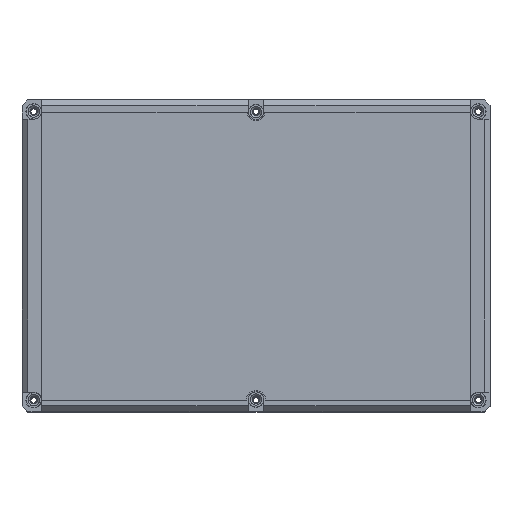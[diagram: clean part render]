
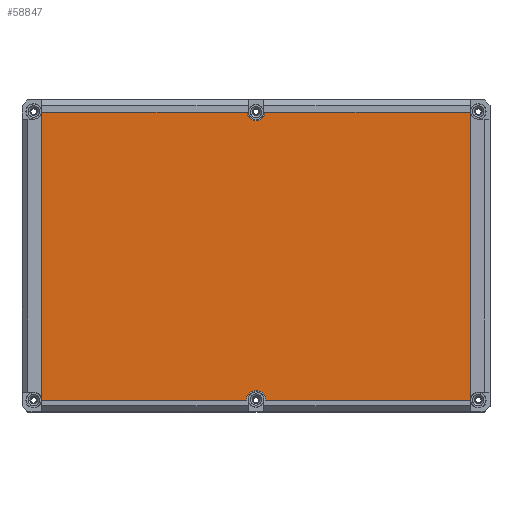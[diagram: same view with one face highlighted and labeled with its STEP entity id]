
A CAD part, top view. The second image highlights one B-rep face of the part: STEP entity #58847.
In plain terms, the highlighted planar face has unit normal (0, 0, 1).
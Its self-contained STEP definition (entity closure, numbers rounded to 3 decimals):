
#49994=DIRECTION('',(-1.,0.,0.));
#49995=VECTOR('',#49994,105.59);
#49996=CARTESIAN_POINT('',(-4.411,73.632,45.5));
#49997=LINE('',#49996,#49995);
#50001=CARTESIAN_POINT('',(0.,73.632,45.5));
#50002=DIRECTION('',(0.,0.,-1.));
#50003=DIRECTION('',(1.,0.,0.));
#50004=AXIS2_PLACEMENT_3D('',#50001,#50002,#50003);
#50009=DIRECTION('',(-1.,0.,0.));
#50010=VECTOR('',#50009,105.589);
#50011=CARTESIAN_POINT('',(110.,73.632,45.5));
#50012=LINE('',#50011,#50010);
#50016=DIRECTION('',(0.,1.,0.));
#50017=VECTOR('',#50016,147.719);
#50018=CARTESIAN_POINT('',(110.,-74.087,45.5));
#50019=LINE('',#50018,#50017);
#50023=DIRECTION('',(1.,0.,0.));
#50024=VECTOR('',#50023,105.052);
#50025=CARTESIAN_POINT('',(4.948,-74.087,45.5));
#50026=LINE('',#50025,#50024);
#50030=CARTESIAN_POINT('',(0.,-74.087,45.5));
#50031=DIRECTION('',(0.,0.,-1.));
#50032=DIRECTION('',(-1.,0.,0.));
#50033=AXIS2_PLACEMENT_3D('',#50030,#50031,#50032);
#50038=DIRECTION('',(1.,0.,0.));
#50039=VECTOR('',#50038,105.053);
#50040=CARTESIAN_POINT('',(-110.001,-74.087,45.5));
#50041=LINE('',#50040,#50039);
#50045=DIRECTION('',(0.,-1.,0.));
#50046=VECTOR('',#50045,147.719);
#50047=CARTESIAN_POINT('',(-110.001,73.632,45.5));
#50048=LINE('',#50047,#50046);
#52332=CARTESIAN_POINT('',(-4.411,73.632,45.5));
#52333=CARTESIAN_POINT('',(-110.001,73.632,45.5));
#52334=VERTEX_POINT('',#52332);
#52335=VERTEX_POINT('',#52333);
#52336=CARTESIAN_POINT('',(-110.001,-74.087,45.5));
#52337=VERTEX_POINT('',#52336);
#52338=CARTESIAN_POINT('',(-4.948,-74.087,45.5));
#52339=VERTEX_POINT('',#52338);
#52340=CARTESIAN_POINT('',(4.948,-74.087,45.5));
#52341=VERTEX_POINT('',#52340);
#52342=CARTESIAN_POINT('',(110.,-74.087,45.5));
#52343=VERTEX_POINT('',#52342);
#52344=CARTESIAN_POINT('',(110.,73.632,45.5));
#52345=VERTEX_POINT('',#52344);
#52346=CARTESIAN_POINT('',(4.411,73.632,45.5));
#52347=VERTEX_POINT('',#52346);
#58832=CARTESIAN_POINT('',(0.,0.,45.5));
#58833=DIRECTION('',(0.,0.,1.));
#58834=DIRECTION('',(1.,0.,0.));
#58835=AXIS2_PLACEMENT_3D('',#58832,#58833,#58834);
#58836=PLANE('',#58835);
#58837=ORIENTED_EDGE('',*,*,#56105,.F.);
#58838=ORIENTED_EDGE('',*,*,#56119,.F.);
#58839=ORIENTED_EDGE('',*,*,#56133,.F.);
#58840=ORIENTED_EDGE('',*,*,#56148,.F.);
#58841=ORIENTED_EDGE('',*,*,#58799,.F.);
#58842=ORIENTED_EDGE('',*,*,#58813,.F.);
#58843=ORIENTED_EDGE('',*,*,#58826,.F.);
#58844=ORIENTED_EDGE('',*,*,#55989,.F.);
#58845=EDGE_LOOP('',(#58837,#58838,#58839,#58840,#58841,#58842,#58843,#58844));
#58846=FACE_OUTER_BOUND('',#58845,.F.);
#58847=ADVANCED_FACE('',(#58846),#58836,.T.);
#50005=CIRCLE('',#50004,4.411);
#50034=CIRCLE('',#50033,4.948);
#55989=EDGE_CURVE('',#52335,#52337,#50048,.T.);
#56105=EDGE_CURVE('',#52334,#52335,#49997,.T.);
#56119=EDGE_CURVE('',#52347,#52334,#50005,.T.);
#56133=EDGE_CURVE('',#52345,#52347,#50012,.T.);
#56148=EDGE_CURVE('',#52343,#52345,#50019,.T.);
#58799=EDGE_CURVE('',#52341,#52343,#50026,.T.);
#58813=EDGE_CURVE('',#52339,#52341,#50034,.T.);
#58826=EDGE_CURVE('',#52337,#52339,#50041,.T.);
